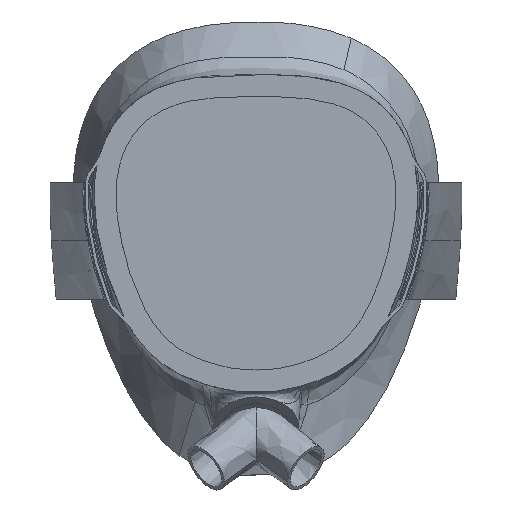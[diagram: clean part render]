
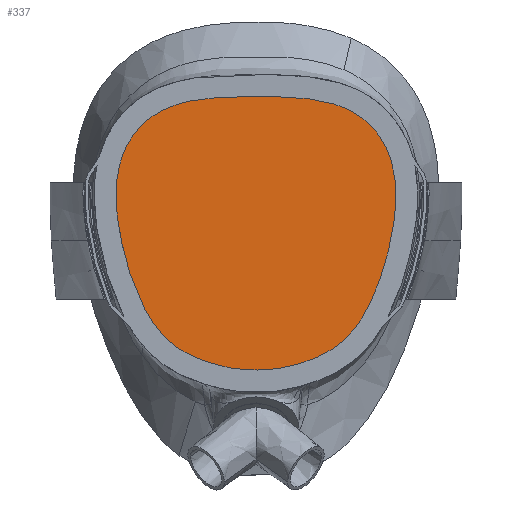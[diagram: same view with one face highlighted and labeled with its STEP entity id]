
A CAD part, front view. The second image highlights one B-rep face of the part: STEP entity #337.
In plain terms, the highlighted planar face has unit normal (0, -1, 0).
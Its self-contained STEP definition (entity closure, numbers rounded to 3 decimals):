
#156=PLANE('',#5305);
#337=ADVANCED_FACE('',(#642),#156,.T.);
#642=FACE_OUTER_BOUND('',#947,.T.);
#947=EDGE_LOOP('',(#1299,#1300));
#1299=ORIENTED_EDGE('',*,*,#2954,.F.);
#1300=ORIENTED_EDGE('',*,*,#2950,.F.);
#2950=EDGE_CURVE('',#4556,#4557,#3798,.T.);
#2954=EDGE_CURVE('',#4557,#4556,#3802,.T.);
#3798=B_SPLINE_CURVE_WITH_KNOTS('',3,(#6469,#6470,#6471,#6472,#6473,#6474,
#6475,#6476,#6477,#6478,#6479,#6480,#6481,#6482,#6483,#6484,#6485,#6486,
#6487,#6488,#6489,#6490,#6491,#6492,#6493,#6494,#6495,#6496,#6497,#6498,
#6499),.UNSPECIFIED.,.F.,.F.,(4,3,3,3,3,3,3,3,3,3,4),(0.,0.439,
16.076,35.558,87.098,125.891,159.216,
177.445,194.76,212.512,230.303),
 .UNSPECIFIED.);
#3802=B_SPLINE_CURVE_WITH_KNOTS('',3,(#6535,#6536,#6537,#6538,#6539,#6540,
#6541,#6542,#6543,#6544,#6545,#6546,#6547,#6548,#6549,#6550,#6551,#6552,
#6553,#6554,#6555,#6556,#6557,#6558,#6559,#6560,#6561,#6562),
 .UNSPECIFIED.,.F.,.F.,(4,3,3,3,3,3,3,3,3,4),(230.303,263.628,
302.421,353.96,373.867,389.084,402.115,
411.617,421.402,433.708),.UNSPECIFIED.);
#4556=VERTEX_POINT('',#6438);
#4557=VERTEX_POINT('',#6439);
#5305=AXIS2_PLACEMENT_3D('',#6380,#5402,$);
#5402=DIRECTION('',(0.,-1.,0.));
#6380=CARTESIAN_POINT('',(81.935,-180.,84.411));
#6438=CARTESIAN_POINT('',(-21.701,-180.,100.994));
#6439=CARTESIAN_POINT('',(35.19,-180.,225.309));
#6469=CARTESIAN_POINT('',(-21.701,-180.,100.994));
#6470=CARTESIAN_POINT('',(-21.84,-180.,101.039));
#6471=CARTESIAN_POINT('',(-21.979,-180.,101.084));
#6472=CARTESIAN_POINT('',(-22.119,-180.,101.13));
#6473=CARTESIAN_POINT('',(-26.668,-180.,102.624));
#6474=CARTESIAN_POINT('',(-31.417,-180.,104.494));
#6475=CARTESIAN_POINT('',(-36.258,-180.,107.586));
#6476=CARTESIAN_POINT('',(-40.979,-180.,110.602));
#6477=CARTESIAN_POINT('',(-45.746,-180.,114.816));
#6478=CARTESIAN_POINT('',(-49.963,-180.,121.039));
#6479=CARTESIAN_POINT('',(-58.506,-180.,133.648));
#6480=CARTESIAN_POINT('',(-64.411,-180.,153.263));
#6481=CARTESIAN_POINT('',(-66.295,-180.,168.975));
#6482=CARTESIAN_POINT('',(-68.179,-180.,184.68));
#6483=CARTESIAN_POINT('',(-65.762,-180.,196.8));
#6484=CARTESIAN_POINT('',(-60.394,-180.,205.961));
#6485=CARTESIAN_POINT('',(-55.023,-180.,215.127));
#6486=CARTESIAN_POINT('',(-46.671,-180.,221.814));
#6487=CARTESIAN_POINT('',(-35.19,-180.,225.309));
#6488=CARTESIAN_POINT('',(-29.377,-180.,227.079));
#6489=CARTESIAN_POINT('',(-23.3,-180.,227.906));
#6490=CARTESIAN_POINT('',(-17.297,-180.,228.365));
#6491=CARTESIAN_POINT('',(-11.441,-180.,228.812));
#6492=CARTESIAN_POINT('',(-5.622,-180.,228.893));
#6493=CARTESIAN_POINT('',(0.,-180.,228.893));
#6494=CARTESIAN_POINT('',(5.762,-180.,228.893));
#6495=CARTESIAN_POINT('',(11.729,-180.,228.809));
#6496=CARTESIAN_POINT('',(17.732,-180.,228.331));
#6497=CARTESIAN_POINT('',(23.591,-180.,227.864));
#6498=CARTESIAN_POINT('',(29.517,-180.,227.036));
#6499=CARTESIAN_POINT('',(35.19,-180.,225.309));
#6535=CARTESIAN_POINT('',(35.19,-180.,225.309));
#6536=CARTESIAN_POINT('',(46.671,-180.,221.814));
#6537=CARTESIAN_POINT('',(55.024,-180.,215.127));
#6538=CARTESIAN_POINT('',(60.394,-180.,205.961));
#6539=CARTESIAN_POINT('',(65.762,-180.,196.8));
#6540=CARTESIAN_POINT('',(68.179,-180.,184.68));
#6541=CARTESIAN_POINT('',(66.296,-180.,168.975));
#6542=CARTESIAN_POINT('',(64.411,-180.,153.263));
#6543=CARTESIAN_POINT('',(58.506,-180.,133.648));
#6544=CARTESIAN_POINT('',(49.963,-180.,121.039));
#6545=CARTESIAN_POINT('',(45.642,-180.,114.662));
#6546=CARTESIAN_POINT('',(40.745,-180.,110.396));
#6547=CARTESIAN_POINT('',(35.908,-180.,107.365));
#6548=CARTESIAN_POINT('',(31.185,-180.,104.405));
#6549=CARTESIAN_POINT('',(26.558,-180.,102.588));
#6550=CARTESIAN_POINT('',(22.119,-180.,101.13));
#6551=CARTESIAN_POINT('',(17.576,-180.,99.638));
#6552=CARTESIAN_POINT('',(13.311,-180.,98.656));
#6553=CARTESIAN_POINT('',(9.471,-180.,98.157));
#6554=CARTESIAN_POINT('',(5.723,-180.,97.671));
#6555=CARTESIAN_POINT('',(2.509,-180.,97.655));
#6556=CARTESIAN_POINT('',(0.,-180.,97.655));
#6557=CARTESIAN_POINT('',(-2.571,-180.,97.655));
#6558=CARTESIAN_POINT('',(-5.886,-180.,97.673));
#6559=CARTESIAN_POINT('',(-9.75,-180.,98.194));
#6560=CARTESIAN_POINT('',(-13.402,-180.,98.687));
#6561=CARTESIAN_POINT('',(-17.424,-180.,99.613));
#6562=CARTESIAN_POINT('',(-21.701,-180.,100.994));
